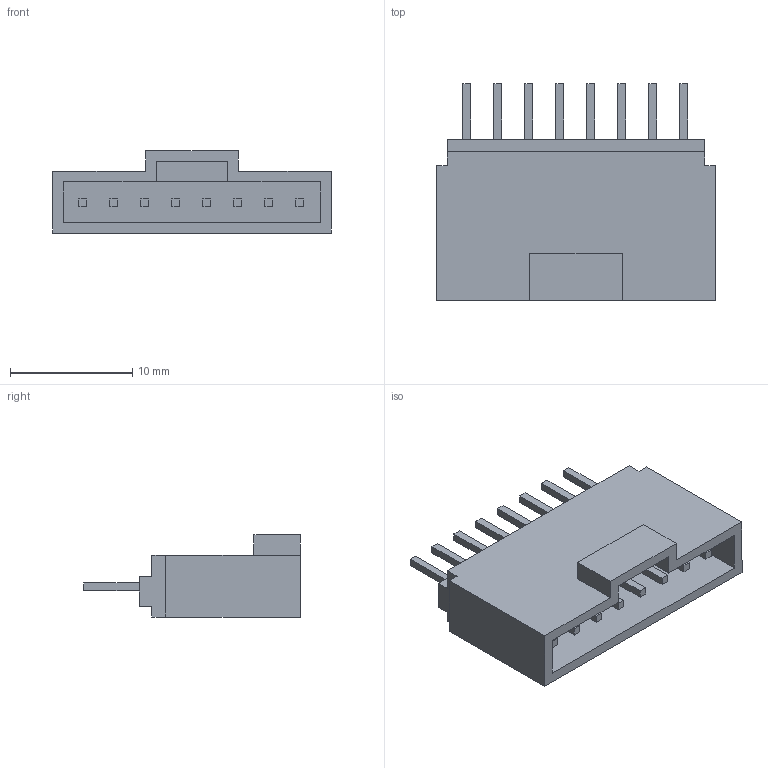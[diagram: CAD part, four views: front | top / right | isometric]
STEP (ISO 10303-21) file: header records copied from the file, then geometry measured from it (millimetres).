
FILE_DESCRIPTION(/* description */ (''),/* implementation_level */ '2;1');
FILE_NAME(/* name */ '407-08-01.stp',/* time_stamp */ '2018-12-25T20:27:05-06:00',/* author */ (''),/* organization */ (''),/* preprocessor_version */ 'ST-DEVELOPER v16.7',/* originating_system */ 'SIEMENS PLM Software NX 12.0',/* authorisation */ '');
FILE_SCHEMA (('AUTOMOTIVE_DESIGN { 1 0 10303 214 3 1 1 1 }'));
Length unit declared in the file: inch
Products named in the file (1): 407-08-01
Bounding box: 22.86 x 17.78 x 6.73 mm (x, y, z)
Volume: 901.1 mm3; surface area: 1684.6 mm2
Topology: 1 solids, 1 shells, 107 faces, 264 edges, 176 vertices
Faces by surface type: plane 107
Entity records: 3875 total; most frequent: CARTESIAN_POINT 548, ORIENTED_EDGE 528, DIRECTION 480, EDGE_CURVE 264, LINE 264, VECTOR 264, VERTEX_POINT 176, EDGE_LOOP 124
